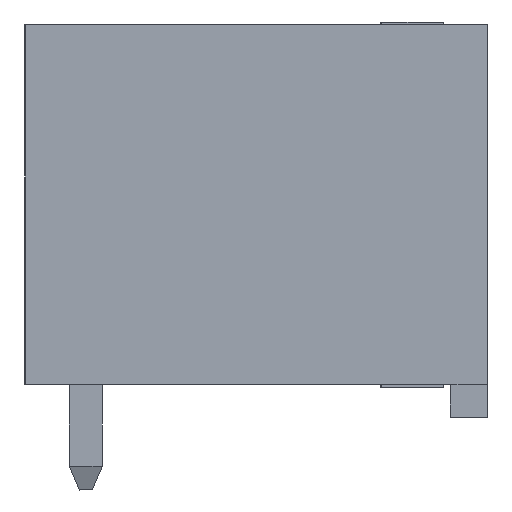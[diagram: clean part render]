
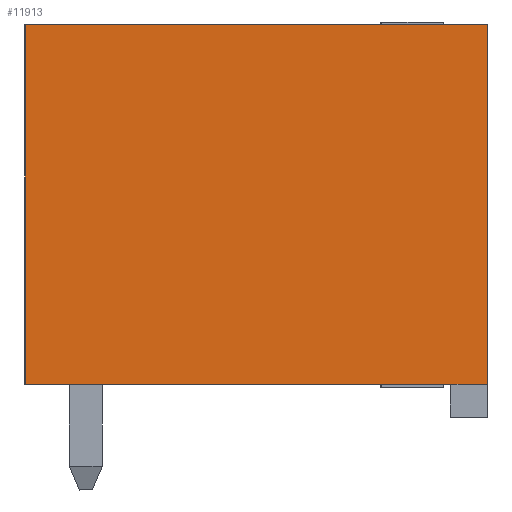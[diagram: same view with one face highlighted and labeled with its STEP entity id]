
A CAD part, left-side view. The second image highlights one B-rep face of the part: STEP entity #11913.
In plain terms, the highlighted planar face has unit normal (-1, 0, 0).
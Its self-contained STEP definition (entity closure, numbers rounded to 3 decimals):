
#11885=AXIS2_PLACEMENT_3D('Plane Axis2P3D',#11882,#11883,#11884) ;
#11283=CARTESIAN_POINT('Vertex',(0.,0.,14.1)) ;
#11286=CARTESIAN_POINT('Line Origine',(0.,0.,8.65)) ;
#11290=CARTESIAN_POINT('Vertex',(0.,0.,3.2)) ;
#11761=CARTESIAN_POINT('Vertex',(0.,14.,14.1)) ;
#11764=CARTESIAN_POINT('Line Origine',(0.,7.,14.1)) ;
#11882=CARTESIAN_POINT('Axis2P3D Location',(0.,0.,14.1)) ;
#11887=CARTESIAN_POINT('Line Origine',(0.,14.,8.65)) ;
#11891=CARTESIAN_POINT('Vertex',(0.,14.,3.2)) ;
#11894=CARTESIAN_POINT('Line Origine',(0.,7.55,3.2)) ;
#11898=CARTESIAN_POINT('Vertex',(0.,1.1,3.2)) ;
#11901=CARTESIAN_POINT('Line Origine',(0.,0.55,3.2)) ;
#11287=DIRECTION('Vector Direction',(0.,0.,-1.)) ;
#11765=DIRECTION('Vector Direction',(0.,1.,0.)) ;
#11883=DIRECTION('Axis2P3D Direction',(-1.,0.,0.)) ;
#11884=DIRECTION('Axis2P3D XDirection',(0.,1.,0.)) ;
#11888=DIRECTION('Vector Direction',(0.,0.,-1.)) ;
#11895=DIRECTION('Vector Direction',(0.,1.,0.)) ;
#11902=DIRECTION('Vector Direction',(0.,1.,0.)) ;
#11288=VECTOR('Line Direction',#11287,1.) ;
#11766=VECTOR('Line Direction',#11765,1.) ;
#11889=VECTOR('Line Direction',#11888,1.) ;
#11896=VECTOR('Line Direction',#11895,1.) ;
#11903=VECTOR('Line Direction',#11902,1.) ;
#11907=ORIENTED_EDGE('',*,*,#11893,.T.) ;
#11908=ORIENTED_EDGE('',*,*,#11900,.F.) ;
#11909=ORIENTED_EDGE('',*,*,#11905,.F.) ;
#11910=ORIENTED_EDGE('',*,*,#11292,.F.) ;
#11911=ORIENTED_EDGE('',*,*,#11768,.T.) ;
#11913=ADVANCED_FACE('Housing',(#11912),#11886,.T.) ;
#11292=EDGE_CURVE('',#11284,#11291,#11289,.T.) ;
#11768=EDGE_CURVE('',#11284,#11762,#11767,.T.) ;
#11893=EDGE_CURVE('',#11762,#11892,#11890,.T.) ;
#11900=EDGE_CURVE('',#11899,#11892,#11897,.T.) ;
#11905=EDGE_CURVE('',#11291,#11899,#11904,.T.) ;
#11906=EDGE_LOOP('',(#11907,#11908,#11909,#11910,#11911)) ;
#11912=FACE_OUTER_BOUND('',#11906,.T.) ;
#11289=LINE('Line',#11286,#11288) ;
#11767=LINE('Line',#11764,#11766) ;
#11890=LINE('Line',#11887,#11889) ;
#11897=LINE('Line',#11894,#11896) ;
#11904=LINE('Line',#11901,#11903) ;
#11886=PLANE('',#11885) ;
#11284=VERTEX_POINT('',#11283) ;
#11291=VERTEX_POINT('',#11290) ;
#11762=VERTEX_POINT('',#11761) ;
#11892=VERTEX_POINT('',#11891) ;
#11899=VERTEX_POINT('',#11898) ;
